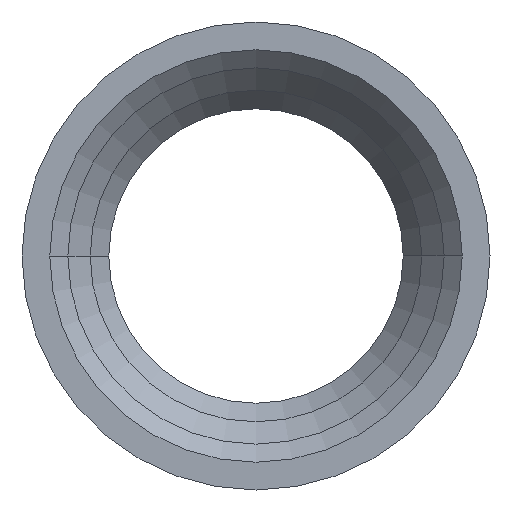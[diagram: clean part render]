
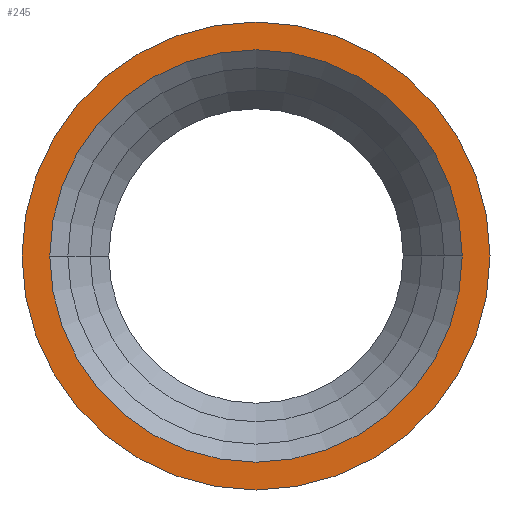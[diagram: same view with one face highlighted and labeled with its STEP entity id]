
A CAD part, left-side view. The second image highlights one B-rep face of the part: STEP entity #245.
In plain terms, the highlighted planar face has unit normal (-1, 0, 0).
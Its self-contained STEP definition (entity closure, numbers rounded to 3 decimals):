
#167 = EDGE_CURVE( '', #335, #383, #432, .T. );
#207 = VERTEX_POINT( '', #477 );
#245 = ADVANCED_FACE( '', ( #520, #521 ), #522, .T. );
#267 = EDGE_CURVE( '', #345, #207, #546, .T. );
#335 = VERTEX_POINT( '', #626 );
#337 = EDGE_CURVE( '', #207, #345, #628, .T. );
#345 = VERTEX_POINT( '', #637 );
#367 = EDGE_CURVE( '', #383, #335, #660, .T. );
#383 = VERTEX_POINT( '', #676 );
#432 = CIRCLE( '', #724, 157.5 );
#477 = CARTESIAN_POINT( '', ( 0., 138.8, 0. ) );
#520 = FACE_BOUND( '', #847, .T. );
#521 = FACE_OUTER_BOUND( '', #848, .T. );
#522 = PLANE( '', #849 );
#546 = CIRCLE( '', #881, 138.8 );
#626 = CARTESIAN_POINT( '', ( 0., 157.5, 0. ) );
#628 = CIRCLE( '', #981, 138.8 );
#637 = CARTESIAN_POINT( '', ( 0., -138.8, 0. ) );
#660 = CIRCLE( '', #1026, 157.5 );
#676 = CARTESIAN_POINT( '', ( 0., -157.5, 0. ) );
#724 = AXIS2_PLACEMENT_3D( '', #1093, #1094, #1095 );
#847 = EDGE_LOOP( '', ( #1214, #1215 ) );
#848 = EDGE_LOOP( '', ( #1216, #1217 ) );
#849 = AXIS2_PLACEMENT_3D( '', #1218, #1219, #1220 );
#881 = AXIS2_PLACEMENT_3D( '', #1248, #1249, #1250 );
#981 = AXIS2_PLACEMENT_3D( '', #1372, #1373, #1374 );
#1026 = AXIS2_PLACEMENT_3D( '', #1407, #1408, #1409 );
#1093 = CARTESIAN_POINT( '', ( 0., 0., 0. ) );
#1094 = DIRECTION( '', ( -1., 0., 0. ) );
#1095 = DIRECTION( '', ( 0., 1., 0. ) );
#1214 = ORIENTED_EDGE( '', *, *, #337, .F. );
#1215 = ORIENTED_EDGE( '', *, *, #267, .F. );
#1216 = ORIENTED_EDGE( '', *, *, #167, .T. );
#1217 = ORIENTED_EDGE( '', *, *, #367, .T. );
#1218 = CARTESIAN_POINT( '', ( 0., 148.15, 0. ) );
#1219 = DIRECTION( '', ( -1., 0., 0. ) );
#1220 = DIRECTION( '', ( 0., 1., 0. ) );
#1248 = CARTESIAN_POINT( '', ( 0., 0., 0. ) );
#1249 = DIRECTION( '', ( -1., 0., 0. ) );
#1250 = DIRECTION( '', ( 0., 1., 0. ) );
#1372 = CARTESIAN_POINT( '', ( 0., 0., 0. ) );
#1373 = DIRECTION( '', ( -1., 0., 0. ) );
#1374 = DIRECTION( '', ( 0., 1., 0. ) );
#1407 = CARTESIAN_POINT( '', ( 0., 0., 0. ) );
#1408 = DIRECTION( '', ( -1., 0., 0. ) );
#1409 = DIRECTION( '', ( 0., 1., 0. ) );
